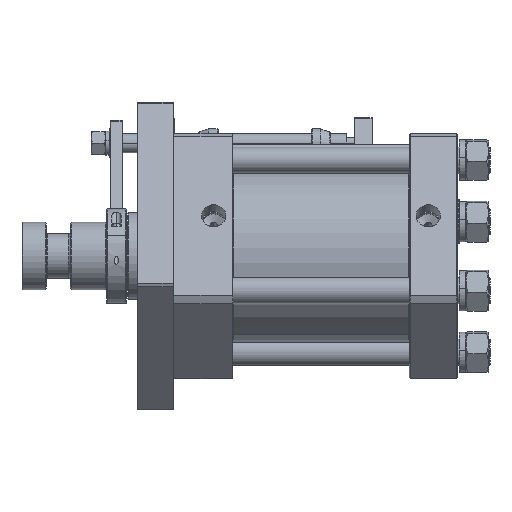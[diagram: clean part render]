
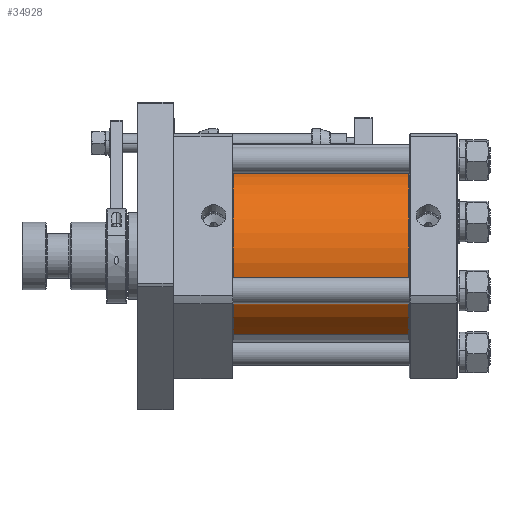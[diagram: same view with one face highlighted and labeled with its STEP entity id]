
A CAD part, left-side view. The second image highlights one B-rep face of the part: STEP entity #34928.
In plain terms, the highlighted cylindrical face has radius 90 mm (diameter 180 mm), a partial arc.
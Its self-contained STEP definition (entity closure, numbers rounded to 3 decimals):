
#1687 = FACE_OUTER_BOUND ( 'NONE', #84205, .T. ) ;
#1688 = CYLINDRICAL_SURFACE ( 'NONE', #51183, 90. ) ;
#11971 = CARTESIAN_POINT ( 'NONE',  ( -419.626, -73.084, 90. ) ) ;
#12298 = CARTESIAN_POINT ( 'NONE',  ( -419.626, -73.084, -90. ) ) ;
#12343 = CARTESIAN_POINT ( 'NONE',  ( -237.626, -73.084, -90. ) ) ;
#34928 = ADVANCED_FACE ( 'NONE', ( #1687 ), #1688, .T. ) ;
#38388 = CARTESIAN_POINT ( 'NONE',  ( -430.632, -73.084, 0. ) ) ;
#38389 = DIRECTION ( 'NONE',  ( -1., 0., 0. ) ) ;
#38390 = DIRECTION ( 'NONE',  ( 0., 0., 1. ) ) ;
#44900 = VERTEX_POINT ( 'NONE', #11971 ) ;
#45975 = CIRCLE ( 'NONE', #45995, 90. ) ;
#45987 = CIRCLE ( 'NONE', #45991, 90. ) ;
#45991 = AXIS2_PLACEMENT_3D ( 'NONE', #65928, #65929, #65930 ) ;
#45995 = AXIS2_PLACEMENT_3D ( 'NONE', #65931, #65932, #65933 ) ;
#46005 = VECTOR ( 'NONE', #65942, 1000. ) ;
#46009 = VECTOR ( 'NONE', #65945, 1000. ) ;
#46324 = VERTEX_POINT ( 'NONE', #12298 ) ;
#46447 = VERTEX_POINT ( 'NONE', #12343 ) ;
#51183 = AXIS2_PLACEMENT_3D ( 'NONE', #38388, #38389, #38390 ) ;
#58010 = LINE ( 'NONE', #65941, #46005 ) ;
#58011 = LINE ( 'NONE', #65944, #46009 ) ;
#65928 = CARTESIAN_POINT ( 'NONE',  ( -419.626, -73.084, 0. ) ) ;
#65929 = DIRECTION ( 'NONE',  ( -1., 0., 0. ) ) ;
#65930 = DIRECTION ( 'NONE',  ( 0., 0., 1. ) ) ;
#65931 = CARTESIAN_POINT ( 'NONE',  ( -237.626, -73.084, 0. ) ) ;
#65932 = DIRECTION ( 'NONE',  ( -1., 0., 0. ) ) ;
#65933 = DIRECTION ( 'NONE',  ( 0., 0., 1. ) ) ;
#65941 = CARTESIAN_POINT ( 'NONE',  ( -430.632, -73.084, 90. ) ) ;
#65942 = DIRECTION ( 'NONE',  ( -1., 0., 0. ) ) ;
#65944 = CARTESIAN_POINT ( 'NONE',  ( -430.632, -73.084, -90. ) ) ;
#65945 = DIRECTION ( 'NONE',  ( -1., 0., 0. ) ) ;
#71468 = CARTESIAN_POINT ( 'NONE',  ( -237.626, -73.084, 90. ) ) ;
#73442 = EDGE_CURVE ( 'NONE', #46324, #44900, #45987, .T. ) ;
#73444 = EDGE_CURVE ( 'NONE', #46447, #78492, #45975, .T. ) ;
#73450 = EDGE_CURVE ( 'NONE', #78492, #44900, #58010, .T. ) ;
#73453 = EDGE_CURVE ( 'NONE', #46447, #46324, #58011, .T. ) ;
#78492 = VERTEX_POINT ( 'NONE', #71468 ) ;
#84205 = EDGE_LOOP ( 'NONE', ( #87220, #87369, #87130, #87459 ) ) ;
#87130 = ORIENTED_EDGE ( 'NONE', *, *, #73450, .T. ) ;
#87220 = ORIENTED_EDGE ( 'NONE', *, *, #73453, .F. ) ;
#87369 = ORIENTED_EDGE ( 'NONE', *, *, #73444, .T. ) ;
#87459 = ORIENTED_EDGE ( 'NONE', *, *, #73442, .F. ) ;
